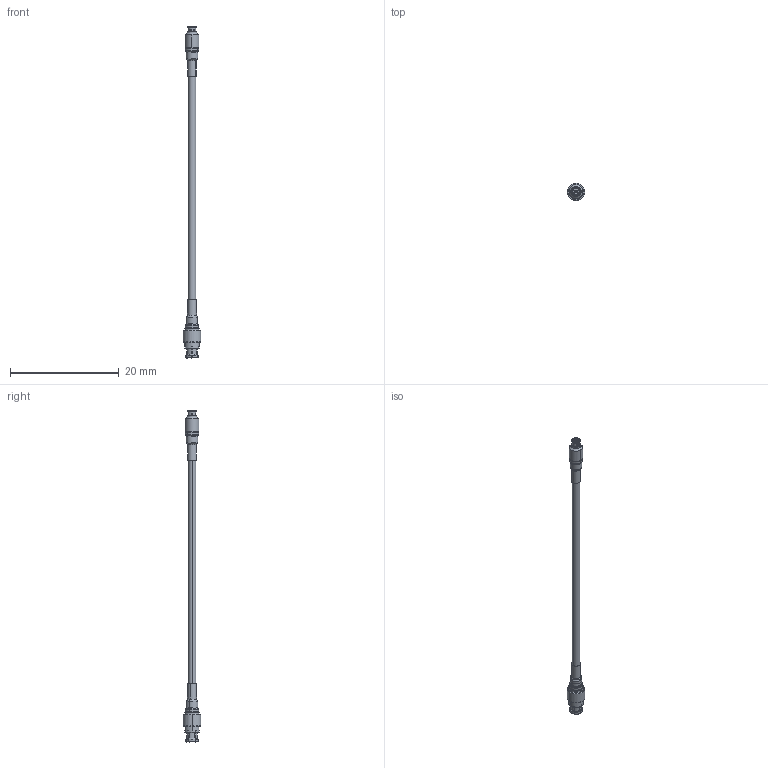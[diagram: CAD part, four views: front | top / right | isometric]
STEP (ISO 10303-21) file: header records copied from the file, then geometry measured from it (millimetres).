
FILE_DESCRIPTION (( 'STEP AP214' ), '1' );
FILE_NAME ('FMCA9958_3D.step', '2023-09-25T22:13:21', ( '' ), ( '' ), 'SwSTEP 2.0', 'SolidWorks 2022', '' );
FILE_SCHEMA (( 'AUTOMOTIVE_DESIGN' ));
Length unit declared in the file: inch
Products named in the file (5): Copy of PE45893^FMCA9958; Copy of PE-P047 Cable New^FMCA9958; FMCA9958_3D; Copy of 047_HeatShrink^FMCA9958; Copy of PE44491^FMCA9958
Assembly tree (5 placements, depth 2):
  FMCA9958_3D
    Copy of PE-P047 Cable New^FMCA9958
    Copy of PE45893^FMCA9958
    Copy of PE44491^FMCA9958
    Copy of 047_HeatShrink^FMCA9958  x2
Bounding box: 3.2 x 3.2 x 61.1 mm (x, y, z)
Volume: 160.8 mm3; surface area: 474.2 mm2
Topology: 5 solids, 5 shells, 267 faces, 683 edges, 434 vertices
Faces by surface type: plane 99, cylinder 73, cone 59, torus 30, bspline 6
Entity records: 9201 total; most frequent: CARTESIAN_POINT 2885, DIRECTION 1294, ORIENTED_EDGE 1286, EDGE_CURVE 643, AXIS2_PLACEMENT_3D 514, VERTEX_POINT 414, VECTOR 266, LINE 266
